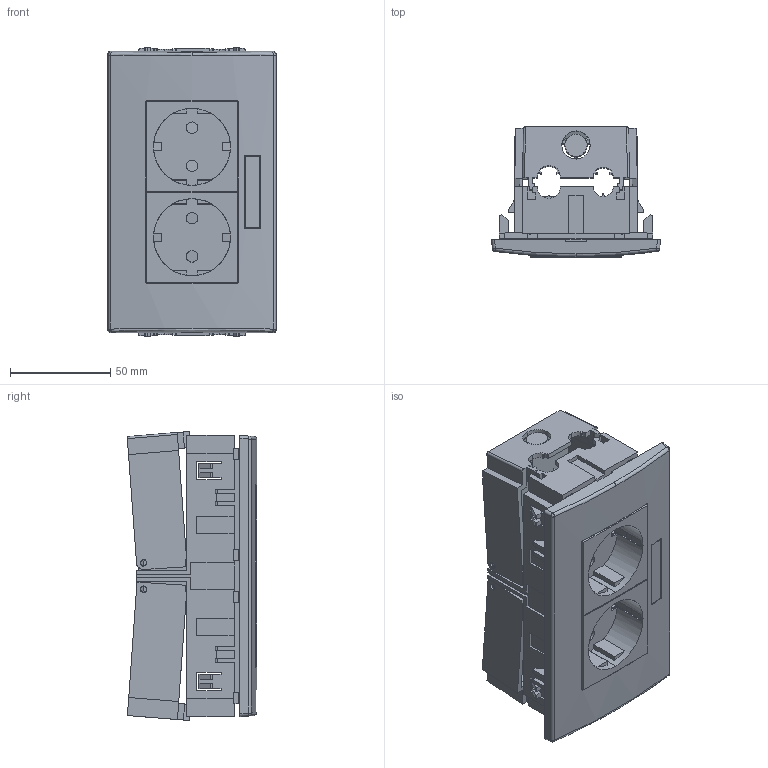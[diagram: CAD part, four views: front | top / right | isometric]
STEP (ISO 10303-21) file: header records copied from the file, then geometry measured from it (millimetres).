
FILE_DESCRIPTION (( 'STEP AP214' ), '1' );
FILE_NAME ('6119427.STEP', '2025-12-02T08:40:40', ( '' ), ( '' ), 'SwSTEP 2.0', 'SolidWorks 2024', '' );
FILE_SCHEMA (( 'AUTOMOTIVE_DESIGN' ));
Length unit declared in the file: millimetre
Products named in the file (12): 6119427; 43366E_Standard; 044562_Standard; 048426_Dose offen; 077655_Standard; 043365_Standard; 43366F_Standard; 044565_Standard; 044679_Standard; 044033; 048583_Standard; 044181_Standard
Assembly tree (12 placements, depth 4):
  6119427
    048426_Dose offen
      044562_Standard
      43366E_Standard
      43366F_Standard
    048583_Standard
      043365_Standard
      044565_Standard
    044181_Standard
      077655_Standard
        044033
        044679_Standard  x2
Bounding box: 84 x 64.54 x 143.91 mm (x, y, z)
Volume: 128661.4 mm3; surface area: 134677.3 mm2
Topology: 8 solids, 8 shells, 1986 faces, 5643 edges, 3634 vertices
Faces by surface type: plane 1451, cylinder 381, bspline 84, cone 52, torus 12, sphere 6
Entity records: 58730 total; most frequent: CARTESIAN_POINT 12990, ORIENTED_EDGE 10204, DIRECTION 8467, EDGE_CURVE 5102, VECTOR 4229, LINE 4229, VERTEX_POINT 3304, AXIS2_PLACEMENT_3D 2119
